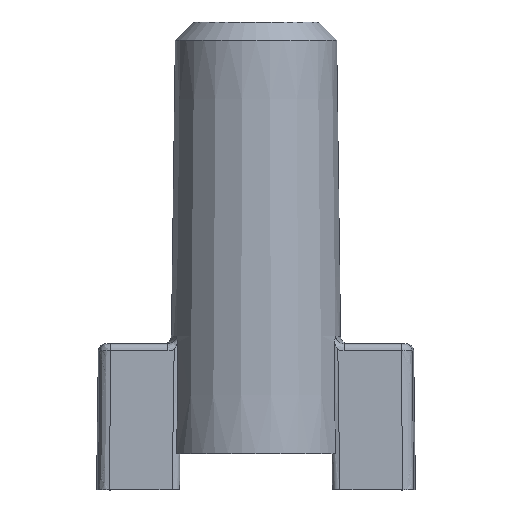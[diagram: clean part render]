
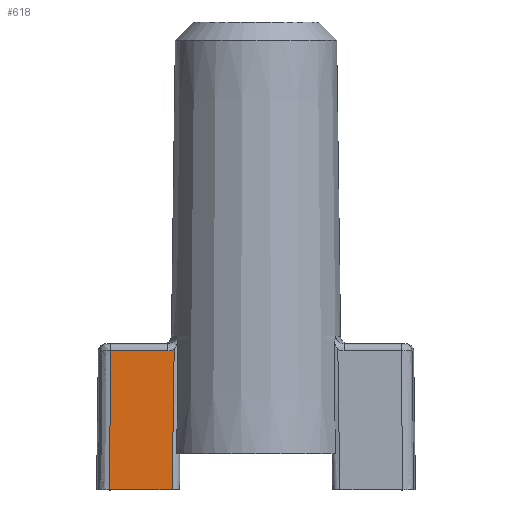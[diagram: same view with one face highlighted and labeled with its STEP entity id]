
A CAD part, top view. The second image highlights one B-rep face of the part: STEP entity #618.
In plain terms, the highlighted planar face has unit normal (0, 0.013, 1).
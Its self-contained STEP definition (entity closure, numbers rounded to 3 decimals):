
#60=LINE('',#951,#74);
#62=LINE('',#1048,#76);
#74=VECTOR('',#729,10.);
#76=VECTOR('',#737,10.);
#89=PLANE('',#673);
#100=FACE_OUTER_BOUND('',#140,.T.);
#140=EDGE_LOOP('',(#412,#413,#414,#415,#416));
#179=B_SPLINE_CURVE_WITH_KNOTS('',3,(#881,#882,#883,#884),.UNSPECIFIED.,
 .F.,.F.,(4,4),(-0.202,-0.01),.UNSPECIFIED.);
#187=B_SPLINE_CURVE_WITH_KNOTS('',3,(#1043,#1044,#1045,#1046),
 .UNSPECIFIED.,.F.,.F.,(4,4),(0.128,0.137),
 .UNSPECIFIED.);
#188=B_SPLINE_CURVE_WITH_KNOTS('',3,(#1049,#1050,#1051,#1052),
 .UNSPECIFIED.,.F.,.F.,(4,4),(0.015,0.205),
 .UNSPECIFIED.);
#235=VERTEX_POINT('',#873);
#236=VERTEX_POINT('',#880);
#240=VERTEX_POINT('',#950);
#246=VERTEX_POINT('',#1042);
#247=VERTEX_POINT('',#1047);
#298=EDGE_CURVE('',#235,#236,#179,.T.);
#303=EDGE_CURVE('',#240,#236,#60,.T.);
#310=EDGE_CURVE('',#246,#235,#187,.T.);
#311=EDGE_CURVE('',#247,#246,#62,.T.);
#312=EDGE_CURVE('',#240,#247,#188,.T.);
#412=ORIENTED_EDGE('',*,*,#298,.F.);
#413=ORIENTED_EDGE('',*,*,#310,.F.);
#414=ORIENTED_EDGE('',*,*,#311,.F.);
#415=ORIENTED_EDGE('',*,*,#312,.F.);
#416=ORIENTED_EDGE('',*,*,#303,.T.);
#618=ADVANCED_FACE('',(#100),#89,.T.);
#673=AXIS2_PLACEMENT_3D('',#1041,#735,#736);
#729=DIRECTION('',(1.,0.,0.));
#735=DIRECTION('center_axis',(0.,0.013,1.));
#736=DIRECTION('ref_axis',(1.,0.,0.));
#737=DIRECTION('',(1.,0.,0.));
#873=CARTESIAN_POINT('',(10.78,4.171,-11.318));
#880=CARTESIAN_POINT('',(10.753,2.253,-11.293));
#881=CARTESIAN_POINT('Ctrl Pts',(10.78,4.171,-11.318));
#882=CARTESIAN_POINT('Ctrl Pts',(10.771,3.531,-11.31));
#883=CARTESIAN_POINT('Ctrl Pts',(10.762,2.892,-11.301));
#884=CARTESIAN_POINT('Ctrl Pts',(10.753,2.253,-11.293));
#950=CARTESIAN_POINT('',(9.893,2.252,-11.293));
#951=CARTESIAN_POINT('',(10.11,2.253,-11.293));
#1041=CARTESIAN_POINT('Origin',(9.86,2.253,-11.293));
#1042=CARTESIAN_POINT('',(10.695,4.154,-11.318));
#1043=CARTESIAN_POINT('Ctrl Pts',(10.695,4.154,-11.318));
#1044=CARTESIAN_POINT('Ctrl Pts',(10.724,4.154,-11.318));
#1045=CARTESIAN_POINT('Ctrl Pts',(10.753,4.16,-11.318));
#1046=CARTESIAN_POINT('Ctrl Pts',(10.78,4.171,-11.318));
#1047=CARTESIAN_POINT('',(9.914,4.154,-11.318));
#1048=CARTESIAN_POINT('',(10.88,4.154,-11.318));
#1049=CARTESIAN_POINT('Ctrl Pts',(9.893,2.252,-11.293));
#1050=CARTESIAN_POINT('Ctrl Pts',(9.9,2.886,-11.301));
#1051=CARTESIAN_POINT('Ctrl Pts',(9.907,3.52,-11.31));
#1052=CARTESIAN_POINT('Ctrl Pts',(9.914,4.154,-11.318));
